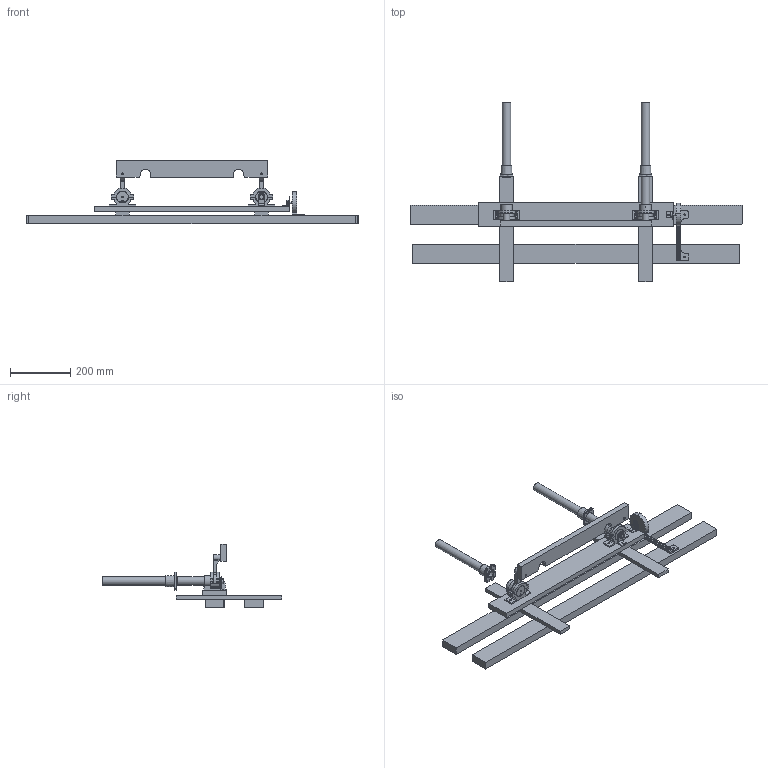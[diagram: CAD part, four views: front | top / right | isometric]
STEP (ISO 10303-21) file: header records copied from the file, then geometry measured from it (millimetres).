
FILE_DESCRIPTION(/* description */ (''),/* implementation_level */ '2;1');
FILE_NAME(/* name */ 'Yoke Assembly_v83.step',/* time_stamp */ '2021-12-11T14:19:24-07:00',/* author */ (''),/* organization */ (''),/* preprocessor_version */ 'ST-DEVELOPER v18.1',/* originating_system */ 'Autodesk Translation Framework v10.10.0.1391',/* authorisation */ '');
FILE_SCHEMA (('AUTOMOTIVE_DESIGN { 1 0 10303 214 3 1 1 }'));
Length unit declared in the file: millimetre
Products named in the file (27): Yoke Assembly; 2-3-001 Cessna Yoke Grommet v2; Rack and Pinion; PitchRack; Sketch :); Pitch Pinion Sensor; Simulated Simple Gear; Support Roller and Roll Arm; Support Pillow Ring, Arm; Pillow Blocks; Arm; Bottom Support Arm; Support Pillow Ring, Arm(Mirror); Pillow Blocks(Mirror); Roll Axis Mount; Drawer Roller Assy; Yoke Poles; Yoke Poles Left; Yoke Poles(Mirror); Electronics; potentiometerb10k; Yoke Face; Early Yoke; Cessna Early Style Yoke; Cessna Early Style Yoke_1; c152+yoke+back; c152+yoke+front+with+logo
Assembly tree (29 placements, depth 5):
  Yoke Assembly
    2-3-001 Cessna Yoke Grommet v2
    Rack and Pinion
      PitchRack
        Sketch :)
      Pitch Pinion Sensor
      Simulated Simple Gear
    Support Roller and Roll Arm
      Support Pillow Ring, Arm
      Pillow Blocks
      Arm
      Bottom Support Arm
      Support Pillow Ring, Arm(Mirror)
      Pillow Blocks(Mirror)
      Roll Axis Mount
    Drawer Roller Assy
    Yoke Poles
      Yoke Poles Left
      Yoke Poles(Mirror)
    Electronics
      potentiometerb10k  x2
    Yoke Face
      Early Yoke
        Cessna Early Style Yoke
          c152+yoke+back
          c152+yoke+front+with+logo
        Cessna Early Style Yoke_1
          c152+yoke+back
          c152+yoke+front+with+logo
Bounding box: 1098.36 x 593.83 x 208.74 mm (x, y, z)
Volume: 5934089.3 mm3; surface area: 917575.9 mm2
Topology: 46 solids, 46 shells, 771 faces, 1989 edges, 1288 vertices
Faces by surface type: plane 531, cylinder 202, bspline 18, torus 14, cone 6
Full cylindrical faces by diameter (mm): 1.2 x6, 3 x8, 4.318 x8, 5 x24, 5.75 x4, 6 x2, 6.85 x4, 7.5 x4, 10 x2, 16.9 x2, 21.3 x2, 27.3 x4, 28.658 x2
Entity records: 21621 total; most frequent: CARTESIAN_POINT 4360, DIRECTION 3460, ORIENTED_EDGE 3422, EDGE_CURVE 1711, LINE 1200, VECTOR 1200, AXIS2_PLACEMENT_3D 1130, VERTEX_POINT 1119
